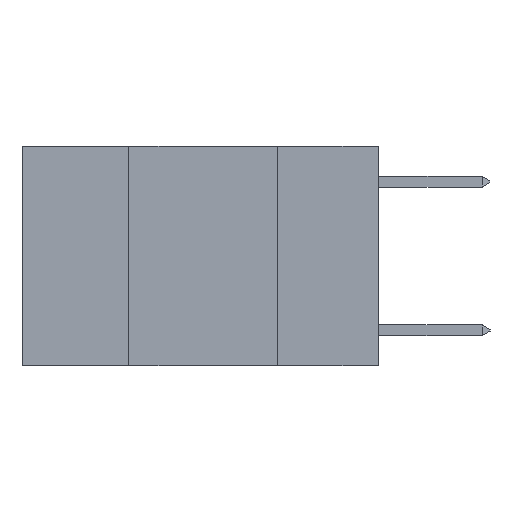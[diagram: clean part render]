
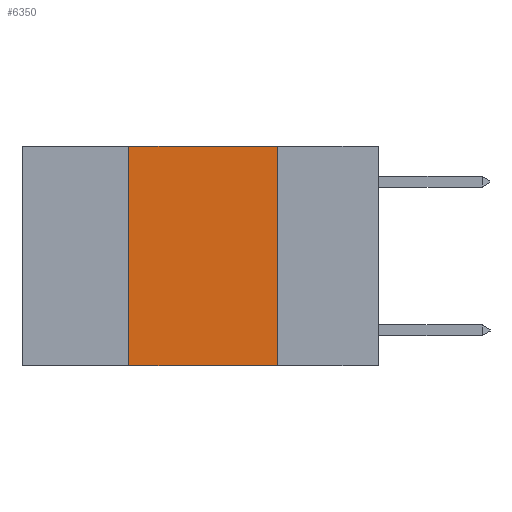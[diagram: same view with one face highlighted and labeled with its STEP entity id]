
A CAD part, left-side view. The second image highlights one B-rep face of the part: STEP entity #6350.
In plain terms, the highlighted planar face has unit normal (-1, 0, 0).
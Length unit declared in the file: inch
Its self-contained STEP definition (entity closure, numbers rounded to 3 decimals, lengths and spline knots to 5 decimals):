
#70 = LINE ( 'NONE', #9401, #2138 ) ;
#324 = VECTOR ( 'NONE', #8166, 39.37008 ) ;
#614 = DIRECTION ( 'NONE',  ( 0., 0., -1. ) ) ;
#1074 = ORIENTED_EDGE ( 'NONE', *, *, #8541, .F. ) ;
#1793 = VECTOR ( 'NONE', #1855, 39.37008 ) ;
#1855 = DIRECTION ( 'NONE',  ( 0., 0., 1. ) ) ;
#2138 = VECTOR ( 'NONE', #4793, 39.37008 ) ;
#2151 = ORIENTED_EDGE ( 'NONE', *, *, #8003, .F. ) ;
#2191 = CARTESIAN_POINT ( 'NONE',  ( 0., 0.6, 0. ) ) ;
#3541 = VERTEX_POINT ( 'NONE', #5005 ) ;
#3646 = LINE ( 'NONE', #5808, #1793 ) ;
#4319 = CARTESIAN_POINT ( 'NONE',  ( 0., 0.6, -0.37 ) ) ;
#4532 = FACE_OUTER_BOUND ( 'NONE', #5778, .T. ) ;
#4561 = DIRECTION ( 'NONE',  ( 1., 0., 0. ) ) ;
#4654 = ORIENTED_EDGE ( 'NONE', *, *, #8886, .F. ) ;
#4722 = ORIENTED_EDGE ( 'NONE', *, *, #8134, .T. ) ;
#4738 = LINE ( 'NONE', #4319, #324 ) ;
#4793 = DIRECTION ( 'NONE',  ( 0., -1., 0. ) ) ;
#4972 = VECTOR ( 'NONE', #614, 39.37008 ) ;
#5005 = CARTESIAN_POINT ( 'NONE',  ( 0., 0.42, -0.37 ) ) ;
#5217 = LINE ( 'NONE', #9941, #4972 ) ;
#5389 = AXIS2_PLACEMENT_3D ( 'NONE', #2191, #4561, #9960 ) ;
#5778 = EDGE_LOOP ( 'NONE', ( #4654, #1074, #2151, #4722 ) ) ;
#5808 = CARTESIAN_POINT ( 'NONE',  ( 0., 0.42, 0. ) ) ;
#6350 = ADVANCED_FACE ( 'NONE', ( #4532 ), #9180, .F. ) ;
#6921 = VERTEX_POINT ( 'NONE', #7537 ) ;
#6964 = CARTESIAN_POINT ( 'NONE',  ( 0., 0.17, -0.37 ) ) ;
#7041 = VERTEX_POINT ( 'NONE', #6964 ) ;
#7385 = CARTESIAN_POINT ( 'NONE',  ( 0., 0.17, 0. ) ) ;
#7398 = VERTEX_POINT ( 'NONE', #7385 ) ;
#7537 = CARTESIAN_POINT ( 'NONE',  ( 0., 0.42, 0. ) ) ;
#8003 = EDGE_CURVE ( 'NONE', #3541, #6921, #3646, .T. ) ;
#8134 = EDGE_CURVE ( 'NONE', #3541, #7041, #4738, .T. ) ;
#8166 = DIRECTION ( 'NONE',  ( 0., -1., 0. ) ) ;
#8541 = EDGE_CURVE ( 'NONE', #6921, #7398, #70, .T. ) ;
#8886 = EDGE_CURVE ( 'NONE', #7398, #7041, #5217, .T. ) ;
#9180 = PLANE ( 'NONE',  #5389 ) ;
#9401 = CARTESIAN_POINT ( 'NONE',  ( 0., 0.6, 0. ) ) ;
#9941 = CARTESIAN_POINT ( 'NONE',  ( 0., 0.17, 0. ) ) ;
#9960 = DIRECTION ( 'NONE',  ( 0., 0., -1. ) ) ;
